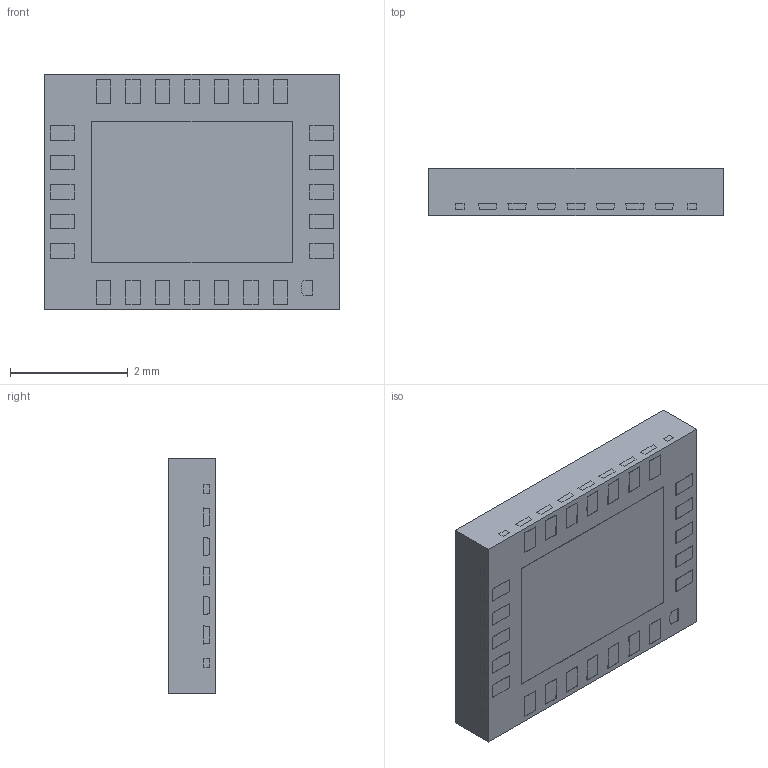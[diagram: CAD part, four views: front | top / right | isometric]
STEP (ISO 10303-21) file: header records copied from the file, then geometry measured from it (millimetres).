
FILE_DESCRIPTION((''),'2;1');
FILE_NAME('LQA24A_ASM','2012-02-09T',('CKXSSC'),(''),'PRO/ENGINEER BY PARAMETRIC TECHNOLOGY CORPORATION, 2011220','PRO/ENGINEER BY PARAMETRIC TECHNOLOGY CORPORATION, 2011220','');
FILE_SCHEMA(('AUTOMOTIVE_DESIGN_CC2 { 1 2 10303 214 -1 1 5 2 }'));
Length unit declared in the file: millimetre
Products named in the file (3): BODY_LQA24A; FRAME_LQA24A; LQA24A_ASM
Assembly tree (2 placements, depth 2):
  LQA24A_ASM
    BODY_LQA24A
    FRAME_LQA24A
Bounding box: 5 x 0.8 x 4 mm (x, y, z)
Volume: 16 mm3; surface area: 79.3 mm2
Topology: 59 solids, 59 shells, 644 faces, 1404 edges, 936 vertices
Faces by surface type: plane 538, cylinder 106
Entity records: 22219 total; most frequent: CARTESIAN_POINT 3597, ORIENTED_EDGE 2808, DIRECTION 2506, PRESENTATION_STYLE_ASSIGNMENT 1489, STYLED_ITEM 1463, CURVE_STYLE 1404, EDGE_CURVE 1404, VECTOR 1200
